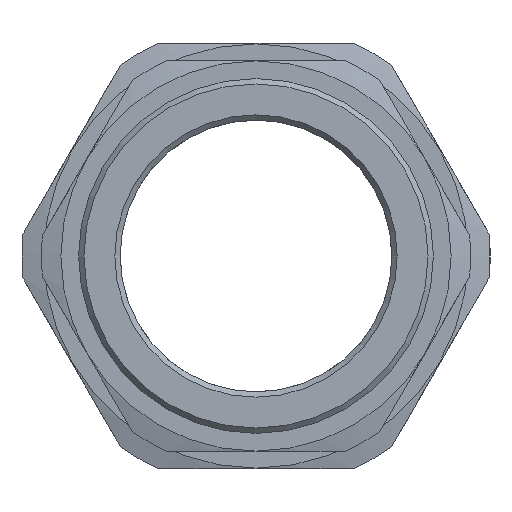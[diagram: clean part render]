
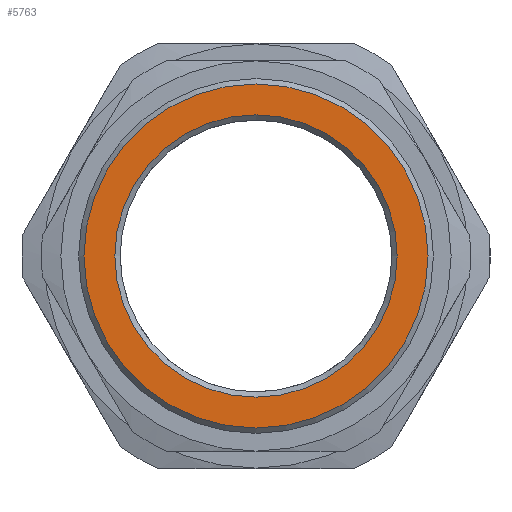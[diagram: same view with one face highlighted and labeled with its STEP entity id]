
A CAD part, left-side view. The second image highlights one B-rep face of the part: STEP entity #5763.
In plain terms, the highlighted planar face has unit normal (-1, 0, 0).
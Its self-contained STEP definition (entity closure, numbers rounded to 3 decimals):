
#13 = FACE_OUTER_BOUND ( 'NONE', #5217, .T. ) ;
#60 = EDGE_LOOP ( 'NONE', ( #2733 ) ) ;
#94 = FACE_BOUND ( 'NONE', #60, .T. ) ;
#483 = CARTESIAN_POINT ( 'NONE',  ( 0., 0., 0. ) ) ;
#1108 = DIRECTION ( 'NONE',  ( -1., 0., 0. ) ) ;
#1572 = CARTESIAN_POINT ( 'NONE',  ( 0., 0., 0. ) ) ;
#1759 = CIRCLE ( 'NONE', #2319, 19.9 ) ;
#2130 = EDGE_CURVE ( 'NONE', #2493, #2493, #3155, .T. ) ;
#2319 = AXIS2_PLACEMENT_3D ( 'NONE', #5015, #5986, #2543 ) ;
#2348 = VERTEX_POINT ( 'NONE', #5922 ) ;
#2493 = VERTEX_POINT ( 'NONE', #4309 ) ;
#2543 = DIRECTION ( 'NONE',  ( 0., 0., -1. ) ) ;
#2733 = ORIENTED_EDGE ( 'NONE', *, *, #3141, .T. ) ;
#3141 = EDGE_CURVE ( 'NONE', #2348, #2348, #1759, .T. ) ;
#3155 = CIRCLE ( 'NONE', #4313, 24.25 ) ;
#3327 = AXIS2_PLACEMENT_3D ( 'NONE', #483, #3774, #5773 ) ;
#3774 = DIRECTION ( 'NONE',  ( 1., 0., 0. ) ) ;
#4309 = CARTESIAN_POINT ( 'NONE',  ( 0., 0., -24.25 ) ) ;
#4313 = AXIS2_PLACEMENT_3D ( 'NONE', #1572, #1108, #4449 ) ;
#4449 = DIRECTION ( 'NONE',  ( 0., 0., -1. ) ) ;
#5015 = CARTESIAN_POINT ( 'NONE',  ( 0., 0., 0. ) ) ;
#5217 = EDGE_LOOP ( 'NONE', ( #5243 ) ) ;
#5243 = ORIENTED_EDGE ( 'NONE', *, *, #2130, .T. ) ;
#5267 = PLANE ( 'NONE',  #3327 ) ;
#5763 = ADVANCED_FACE ( 'NONE', ( #13, #94 ), #5267, .F. ) ;
#5773 = DIRECTION ( 'NONE',  ( 0., 0., -1. ) ) ;
#5922 = CARTESIAN_POINT ( 'NONE',  ( 0., 0., -19.9 ) ) ;
#5986 = DIRECTION ( 'NONE',  ( 1., 0., 0. ) ) ;
